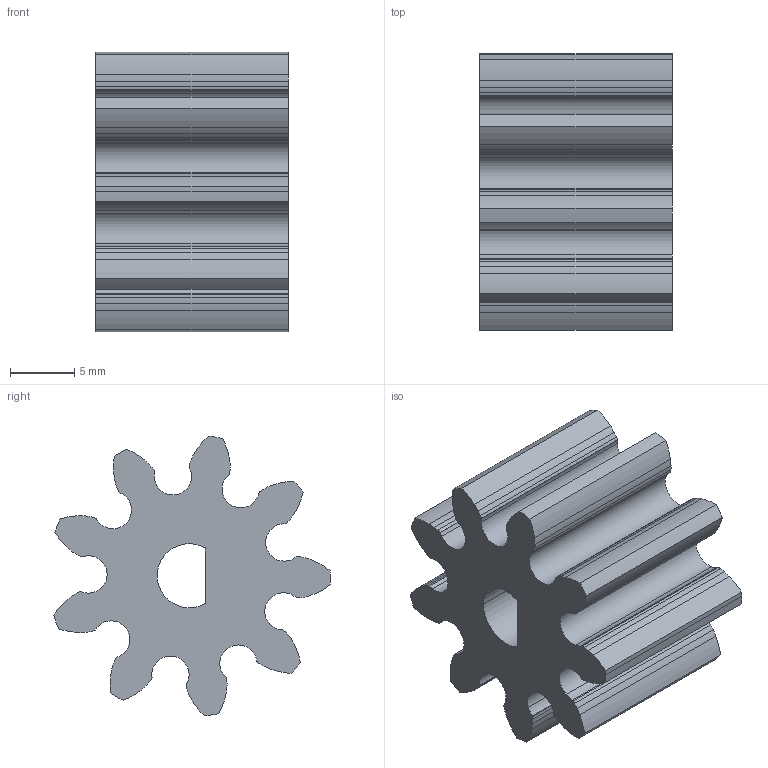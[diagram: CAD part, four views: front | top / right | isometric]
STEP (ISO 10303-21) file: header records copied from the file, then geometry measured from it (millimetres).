
FILE_DESCRIPTION(('STEP AP214'),'1');
FILE_NAME('cctmp_15AA3632-4990-48E7-A6DD-C601EFA6CC4E_2025_02_23_17_59_36_0723_90216..stp','2025-02-23T16:59:36',('igus GmbH'),('CADClick - www.CADClick.com'),'Spatial InterOp 3D',' ','unknown authorization');
FILE_SCHEMA(('AUTOMOTIVE_DESIGN'));
Length unit declared in the file: millimetre
Products named in the file (1): 2025_02_23_17_59_36_0707
Bounding box: 15 x 21.56 x 21.83 mm (x, y, z)
Volume: 3331.1 mm3; surface area: 2362.9 mm2
Topology: 1 solids, 1 shells, 132 faces, 390 edges, 260 vertices
Faces by surface type: cylinder 129, plane 3
Entity records: 5656 total; most frequent: DIRECTION 914, CARTESIAN_POINT 783, ORIENTED_EDGE 780, AXIS2_PLACEMENT_3D 391, EDGE_CURVE 390, VERTEX_POINT 260, CIRCLE 258, EDGE_LOOP 134
